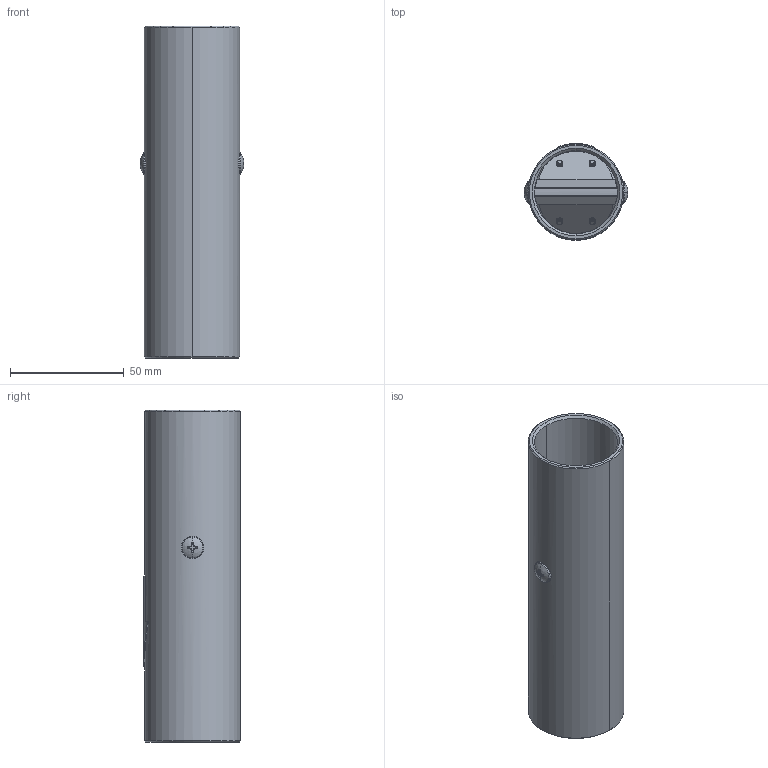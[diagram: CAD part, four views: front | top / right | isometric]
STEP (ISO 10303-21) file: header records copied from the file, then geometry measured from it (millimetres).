
FILE_DESCRIPTION((''),'2;1');
FILE_NAME('401-00086_ASM','2020-09-02T',('fjelitto'),('vacuvane vacuum technology gmbh'),'CREO PARAMETRIC BY PTC INC, 2018360','CREO PARAMETRIC BY PTC INC, 2018360','');
FILE_SCHEMA(('CONFIG_CONTROL_DESIGN'));
Length unit declared in the file: millimetre
Products named in the file (19): 401-00086-01; 1_25IN_INTERNALS_SPRING-1-14204; 1_25IN_INTERNALS_SPRING-1-14216; 1_25IN_INTERNALS_SPRING-1-14224; 1_25IN_INTERNALS_SPRING-1-14227; 1_25IN_INTERNALS_SPRING-1-14252; 1_25IN_INTERNALS_SPRING-1-14287; 1_25IN_INTERNALS_SPRING-1-14394; 1_25IN_INTERNALS_SPRING-1-14406; 1_25IN_INTERNALS_SPRING-1-14415; 1_25IN_INTERNALS_SPRING-1-14422; 1_25IN_INTERNALS_SPRING-1-14566; 1_25IN_INTERNALS_SPRING-1-14601; 1_25IN_INTERNALS_SPRING-1-14644; 1_25IN_INTERNALS_SPRING-1-14860; 13-1-0SP__1_25__ASM; 900-00041-02-DS_ASM; 900-00041-10; 401-00086_ASM
Assembly tree (19 placements, depth 4):
  401-00086_ASM
    401-00086-01
    900-00041-02-DS_ASM
      13-1-0SP__1_25__ASM
        1_25IN_INTERNALS_SPRING-1-14204
        1_25IN_INTERNALS_SPRING-1-14216
        1_25IN_INTERNALS_SPRING-1-14224
        1_25IN_INTERNALS_SPRING-1-14227
        1_25IN_INTERNALS_SPRING-1-14252
        1_25IN_INTERNALS_SPRING-1-14287
        1_25IN_INTERNALS_SPRING-1-14394
        1_25IN_INTERNALS_SPRING-1-14406
        1_25IN_INTERNALS_SPRING-1-14415
        1_25IN_INTERNALS_SPRING-1-14422
        1_25IN_INTERNALS_SPRING-1-14566
        1_25IN_INTERNALS_SPRING-1-14601
        1_25IN_INTERNALS_SPRING-1-14644
        1_25IN_INTERNALS_SPRING-1-14860
    900-00041-10  x2
Bounding box: 45.62 x 42.5 x 146 mm (x, y, z)
Volume: 58657.1 mm3; surface area: 49248.9 mm2
Topology: 17 solids, 17 shells, 951 faces, 2812 edges, 1905 vertices
Faces by surface type: cylinder 589, plane 194, cone 90, torus 32, bspline 26, sphere 16, extrusion 4
Entity records: 59733 total; most frequent: CARTESIAN_POINT 38672, ORIENTED_EDGE 4926, DIRECTION 3551, EDGE_CURVE 2463, VERTEX_POINT 1669, AXIS2_PLACEMENT_3D 1380, B_SPLINE_CURVE_WITH_KNOTS 1165, EDGE_LOOP 896
